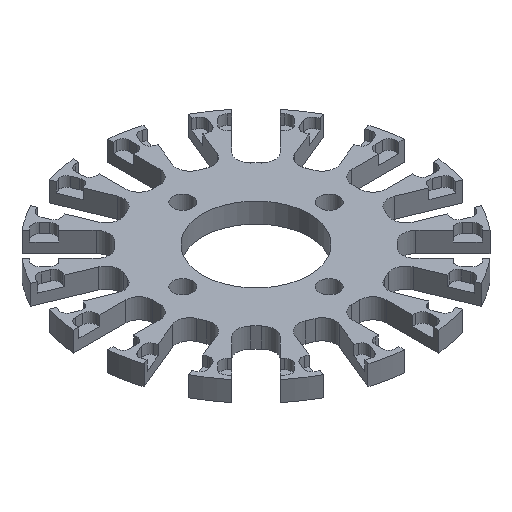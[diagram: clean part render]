
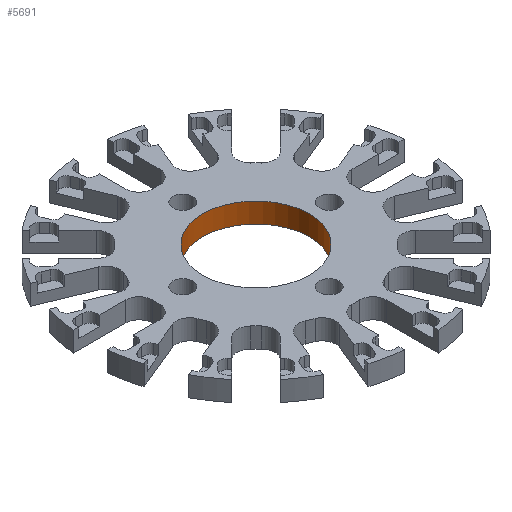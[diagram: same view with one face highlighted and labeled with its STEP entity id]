
A CAD part, isometric view. The second image highlights one B-rep face of the part: STEP entity #5691.
In plain terms, the highlighted cylindrical face has radius 8 mm (diameter 16 mm), a full revolution.
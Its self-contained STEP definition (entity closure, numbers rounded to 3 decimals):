
#207=FACE_OUTER_BOUND('',#502,.T.);
#502=EDGE_LOOP('',(#3824,#3825,#3826,#3827));
#807=LINE('',#8285,#1452);
#1452=VECTOR('',#6577,8.);
#2105=CIRCLE('',#6019,8.);
#2106=CIRCLE('',#6020,8.);
#2343=VERTEX_POINT('',#8282);
#2344=VERTEX_POINT('',#8284);
#2937=EDGE_CURVE('',#2343,#2343,#2105,.T.);
#2938=EDGE_CURVE('',#2343,#2344,#807,.T.);
#2939=EDGE_CURVE('',#2344,#2344,#2106,.T.);
#3824=ORIENTED_EDGE('',*,*,#2937,.F.);
#3825=ORIENTED_EDGE('',*,*,#2938,.T.);
#3826=ORIENTED_EDGE('',*,*,#2939,.F.);
#3827=ORIENTED_EDGE('',*,*,#2938,.F.);
#5574=CYLINDRICAL_SURFACE('',#6018,8.);
#5691=ADVANCED_FACE('',(#207),#5574,.F.);
#6018=AXIS2_PLACEMENT_3D('',#8281,#6573,#6574);
#6019=AXIS2_PLACEMENT_3D('',#8283,#6575,#6576);
#6020=AXIS2_PLACEMENT_3D('',#8286,#6578,#6579);
#6573=DIRECTION('center_axis',(0.,0.,1.));
#6574=DIRECTION('ref_axis',(1.,0.,0.));
#6575=DIRECTION('center_axis',(0.,0.,1.));
#6576=DIRECTION('ref_axis',(1.,0.,0.));
#6577=DIRECTION('',(0.,0.,1.));
#6578=DIRECTION('center_axis',(0.,0.,-1.));
#6579=DIRECTION('ref_axis',(1.,0.,0.));
#8281=CARTESIAN_POINT('Origin',(0.,0.,0.));
#8282=CARTESIAN_POINT('',(-8.,0.,0.));
#8283=CARTESIAN_POINT('Origin',(0.,0.,0.));
#8284=CARTESIAN_POINT('',(-8.,0.,3.));
#8285=CARTESIAN_POINT('',(-8.,0.,0.));
#8286=CARTESIAN_POINT('Origin',(0.,0.,3.));
